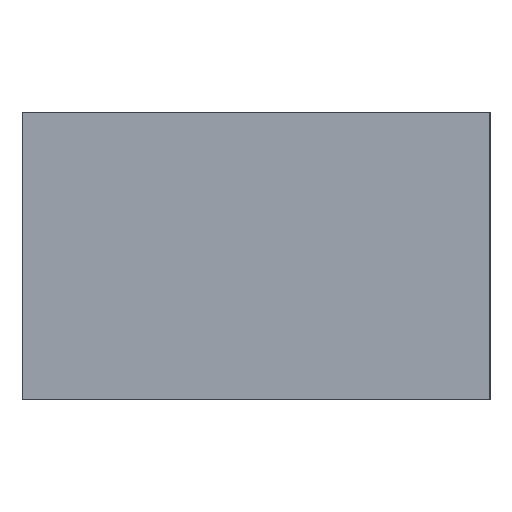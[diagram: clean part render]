
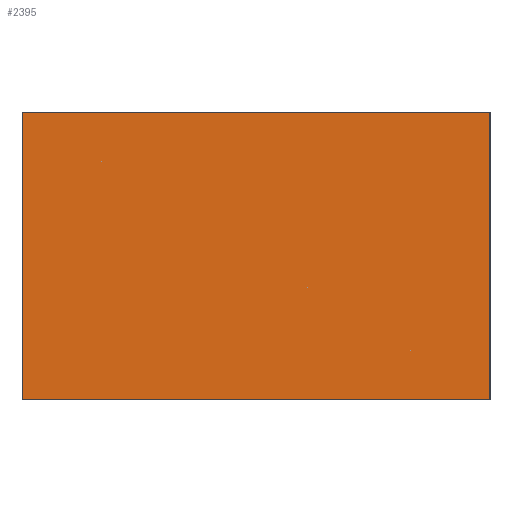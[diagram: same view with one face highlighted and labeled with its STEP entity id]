
A CAD part, left-side view. The second image highlights one B-rep face of the part: STEP entity #2395.
In plain terms, the highlighted planar face has unit normal (-1, 0, 0).
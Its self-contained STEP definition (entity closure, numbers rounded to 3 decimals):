
#44 = EDGE_CURVE ( 'NONE', #2935, #6185, #2665, .T. ) ;
#79 = DIRECTION ( 'NONE',  ( 0., 0., -1. ) ) ;
#441 = DIRECTION ( 'NONE',  ( 0., 1., 0. ) ) ;
#578 = LINE ( 'NONE', #3038, #6135 ) ;
#747 = DIRECTION ( 'NONE',  ( -1., 0., 0. ) ) ;
#983 = VECTOR ( 'NONE', #79, 1000. ) ;
#1054 = EDGE_CURVE ( 'NONE', #2479, #6185, #6765, .T. ) ;
#1066 = EDGE_CURVE ( 'NONE', #5546, #2479, #6889, .T. ) ;
#1917 = VECTOR ( 'NONE', #441, 1000. ) ;
#2395 = ADVANCED_FACE ( 'NONE', ( #2434 ), #3034, .T. ) ;
#2434 = FACE_OUTER_BOUND ( 'NONE', #5856, .T. ) ;
#2479 = VERTEX_POINT ( 'NONE', #7210 ) ;
#2665 = LINE ( 'NONE', #4392, #983 ) ;
#2809 = ORIENTED_EDGE ( 'NONE', *, *, #1066, .F. ) ;
#2935 = VERTEX_POINT ( 'NONE', #8147 ) ;
#3034 = PLANE ( 'NONE',  #6377 ) ;
#3038 = CARTESIAN_POINT ( 'NONE',  ( -1.25, 0., 1.23 ) ) ;
#3271 = CARTESIAN_POINT ( 'NONE',  ( -1.25, 1.03, -0.03 ) ) ;
#3723 = DIRECTION ( 'NONE',  ( 0., -1., 0. ) ) ;
#3889 = DIRECTION ( 'NONE',  ( 0., 0., 1. ) ) ;
#4043 = ORIENTED_EDGE ( 'NONE', *, *, #44, .T. ) ;
#4066 = VECTOR ( 'NONE', #7481, 1000. ) ;
#4216 = EDGE_CURVE ( 'NONE', #2935, #5546, #578, .T. ) ;
#4392 = CARTESIAN_POINT ( 'NONE',  ( -1.25, 1.03, 0. ) ) ;
#4838 = ORIENTED_EDGE ( 'NONE', *, *, #4216, .F. ) ;
#5502 = CARTESIAN_POINT ( 'NONE',  ( -1.25, 0., -0.03 ) ) ;
#5546 = VERTEX_POINT ( 'NONE', #7662 ) ;
#5844 = CARTESIAN_POINT ( 'NONE',  ( -1.25, 1., 0. ) ) ;
#5856 = EDGE_LOOP ( 'NONE', ( #7278, #2809, #4838, #4043 ) ) ;
#6089 = CARTESIAN_POINT ( 'NONE',  ( -1.25, -1.03, 0.6 ) ) ;
#6135 = VECTOR ( 'NONE', #3723, 1000. ) ;
#6185 = VERTEX_POINT ( 'NONE', #3271 ) ;
#6377 = AXIS2_PLACEMENT_3D ( 'NONE', #5844, #747, #3889 ) ;
#6765 = LINE ( 'NONE', #5502, #1917 ) ;
#6889 = LINE ( 'NONE', #6089, #4066 ) ;
#7210 = CARTESIAN_POINT ( 'NONE',  ( -1.25, -1.03, -0.03 ) ) ;
#7278 = ORIENTED_EDGE ( 'NONE', *, *, #1054, .F. ) ;
#7481 = DIRECTION ( 'NONE',  ( 0., 0., -1. ) ) ;
#7662 = CARTESIAN_POINT ( 'NONE',  ( -1.25, -1.03, 1.23 ) ) ;
#8147 = CARTESIAN_POINT ( 'NONE',  ( -1.25, 1.03, 1.23 ) ) ;
